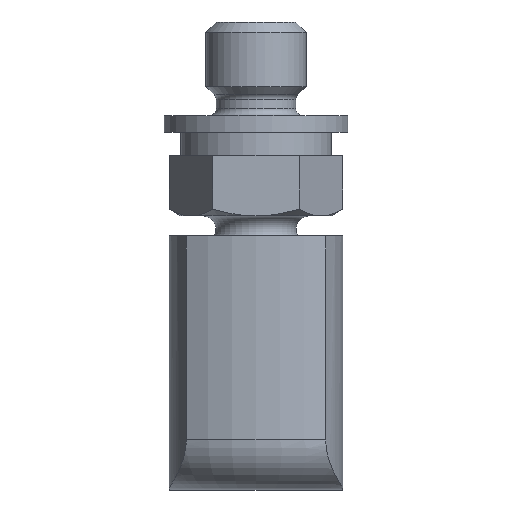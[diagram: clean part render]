
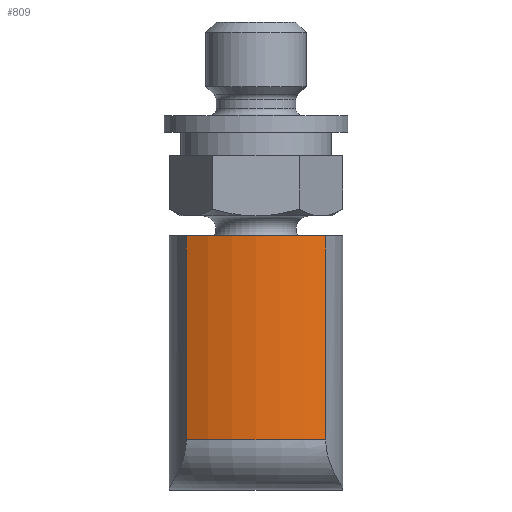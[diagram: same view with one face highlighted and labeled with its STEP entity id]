
A CAD part, left-side view. The second image highlights one B-rep face of the part: STEP entity #809.
In plain terms, the highlighted cylindrical face has radius 4.5 mm (diameter 9 mm), a partial arc.
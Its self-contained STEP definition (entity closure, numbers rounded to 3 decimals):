
#55=LINE('',#1344,#92);
#58=LINE('',#1366,#95);
#92=VECTOR('',#1013,1000.);
#95=VECTOR('',#1026,1000.);
#198=ORIENTED_EDGE('',*,*,#388,.T.);
#199=ORIENTED_EDGE('',*,*,#408,.F.);
#200=ORIENTED_EDGE('',*,*,#396,.F.);
#201=ORIENTED_EDGE('',*,*,#406,.F.);
#388=EDGE_CURVE('',#492,#490,#55,.T.);
#396=EDGE_CURVE('',#499,#496,#58,.T.);
#406=EDGE_CURVE('',#492,#499,#568,.T.);
#408=EDGE_CURVE('',#496,#490,#569,.T.);
#490=VERTEX_POINT('',#1342);
#492=VERTEX_POINT('',#1345);
#496=VERTEX_POINT('',#1359);
#499=VERTEX_POINT('',#1365);
#568=CIRCLE('',#897,4.5);
#569=CIRCLE('',#899,4.5);
#618=EDGE_LOOP('',(#198,#199,#200,#201));
#707=FACE_BOUND('',#618,.T.);
#787=CYLINDRICAL_SURFACE('',#898,4.5);
#809=ADVANCED_FACE('',(#707),#787,.T.);
#897=AXIS2_PLACEMENT_3D('',#1385,#1045,#1046);
#898=AXIS2_PLACEMENT_3D('',#1387,#1048,#1049);
#899=AXIS2_PLACEMENT_3D('',#1388,#1050,#1051);
#1013=DIRECTION('',(0.,0.,-1.));
#1026=DIRECTION('',(0.,0.,-1.));
#1045=DIRECTION('',(0.,0.,1.));
#1046=DIRECTION('',(1.,0.,0.));
#1048=DIRECTION('',(0.,0.,-1.));
#1049=DIRECTION('',(-1.,0.,0.));
#1050=DIRECTION('',(0.,0.,-1.));
#1051=DIRECTION('',(-1.,0.,0.));
#1342=CARTESIAN_POINT('',(-2.087,2.087,-0.5));
#1344=CARTESIAN_POINT('',(-2.087,2.087,5.6));
#1345=CARTESIAN_POINT('',(-2.087,2.087,5.6));
#1359=CARTESIAN_POINT('',(-2.087,-2.087,-0.5));
#1365=CARTESIAN_POINT('',(-2.087,-2.087,5.6));
#1366=CARTESIAN_POINT('',(-2.087,-2.087,5.6));
#1385=CARTESIAN_POINT('',(1.9,0.,5.6));
#1387=CARTESIAN_POINT('',(1.9,0.,5.6));
#1388=CARTESIAN_POINT('',(1.9,0.,-0.5));
